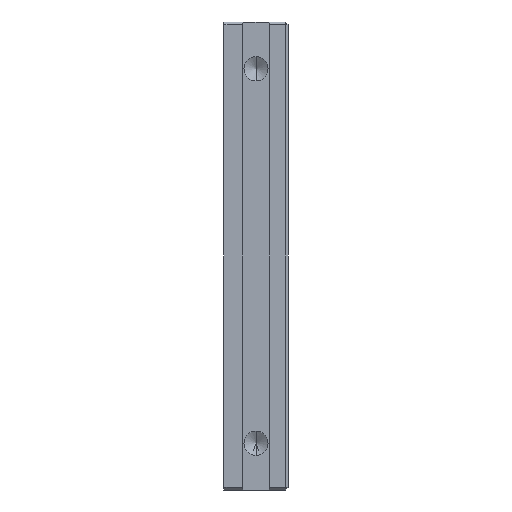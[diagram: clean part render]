
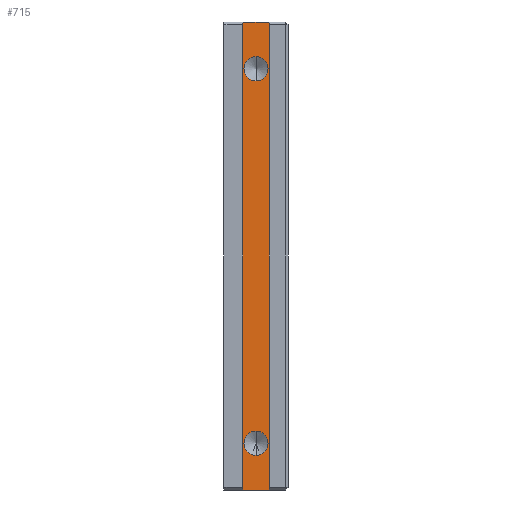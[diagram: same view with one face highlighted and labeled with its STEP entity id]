
A CAD part, front view. The second image highlights one B-rep face of the part: STEP entity #715.
In plain terms, the highlighted planar face has unit normal (0, -1, 0).
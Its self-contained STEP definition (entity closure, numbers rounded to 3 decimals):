
#37 = ORIENTED_EDGE ( 'NONE', *, *, #472, .T. ) ;
#51 = VERTEX_POINT ( 'NONE', #1855 ) ;
#52 = VERTEX_POINT ( 'NONE', #1854 ) ;
#58 = VERTEX_POINT ( 'NONE', #1846 ) ;
#71 = ORIENTED_EDGE ( 'NONE', *, *, #610, .T. ) ;
#75 = VERTEX_POINT ( 'NONE', #1849 ) ;
#78 = ORIENTED_EDGE ( 'NONE', *, *, #611, .F. ) ;
#115 = ORIENTED_EDGE ( 'NONE', *, *, #612, .T. ) ;
#127 = VERTEX_POINT ( 'NONE', #1817 ) ;
#137 = VERTEX_POINT ( 'NONE', #1811 ) ;
#138 = VERTEX_POINT ( 'NONE', #1810 ) ;
#155 = VERTEX_POINT ( 'NONE', #1803 ) ;
#224 = ORIENTED_EDGE ( 'NONE', *, *, #349, .T. ) ;
#225 = ORIENTED_EDGE ( 'NONE', *, *, #677, .T. ) ;
#227 = ORIENTED_EDGE ( 'NONE', *, *, #355, .F. ) ;
#243 = ORIENTED_EDGE ( 'NONE', *, *, #675, .T. ) ;
#349 = EDGE_CURVE ( 'NONE', #51, #58, #1388, .T. ) ;
#355 = EDGE_CURVE ( 'NONE', #137, #138, #1381, .T. ) ;
#404 = AXIS2_PLACEMENT_3D ( 'NONE', #768, #772, #766 ) ;
#433 = AXIS2_PLACEMENT_3D ( 'NONE', #1029, #1028, #1027 ) ;
#434 = AXIS2_PLACEMENT_3D ( 'NONE', #1036, #1035, #1034 ) ;
#445 = AXIS2_PLACEMENT_3D ( 'NONE', #1669, #1668, #1667 ) ;
#450 = AXIS2_PLACEMENT_3D ( 'NONE', #1816, #1869, #1868 ) ;
#472 = EDGE_CURVE ( 'NONE', #155, #127, #1337, .T. ) ;
#610 = EDGE_CURVE ( 'NONE', #52, #75, #1305, .T. ) ;
#611 = EDGE_CURVE ( 'NONE', #155, #137, #1300, .T. ) ;
#612 = EDGE_CURVE ( 'NONE', #127, #138, #1297, .T. ) ;
#675 = EDGE_CURVE ( 'NONE', #58, #51, #1150, .T. ) ;
#677 = EDGE_CURVE ( 'NONE', #75, #52, #1152, .T. ) ;
#715 = ADVANCED_FACE ( 'NONE', ( #1084, #1160, #1081 ), #767, .F. ) ;
#766 = DIRECTION ( 'NONE',  ( 0., 0., 1. ) ) ;
#767 = PLANE ( 'NONE',  #404 ) ;
#768 = CARTESIAN_POINT ( 'NONE',  ( 7., 4., 315.996 ) ) ;
#772 = DIRECTION ( 'NONE',  ( 0., 1., 0. ) ) ;
#1027 = DIRECTION ( 'NONE',  ( 0., 0., 1. ) ) ;
#1028 = DIRECTION ( 'NONE',  ( 0., 1., 0. ) ) ;
#1029 = CARTESIAN_POINT ( 'NONE',  ( 12., 4., 70. ) ) ;
#1034 = DIRECTION ( 'NONE',  ( 0., 0., 1. ) ) ;
#1035 = DIRECTION ( 'NONE',  ( 0., 1., 0. ) ) ;
#1036 = CARTESIAN_POINT ( 'NONE',  ( 12., 4., -70. ) ) ;
#1081 = FACE_OUTER_BOUND ( 'NONE', #1466, .T. ) ;
#1084 = FACE_BOUND ( 'NONE', #1465, .T. ) ;
#1150 = CIRCLE ( 'NONE', #434, 4.5 ) ;
#1152 = CIRCLE ( 'NONE', #433, 4.5 ) ;
#1160 = FACE_BOUND ( 'NONE', #1464, .T. ) ;
#1294 = VECTOR ( 'NONE', #1665, 1000. ) ;
#1296 = VECTOR ( 'NONE', #1674, 1000. ) ;
#1297 = LINE ( 'NONE', #1666, #1294 ) ;
#1300 = LINE ( 'NONE', #1670, #1296 ) ;
#1305 = CIRCLE ( 'NONE', #445, 4.5 ) ;
#1334 = VECTOR ( 'NONE', #1713, 1000. ) ;
#1337 = LINE ( 'NONE', #1715, #1334 ) ;
#1378 = VECTOR ( 'NONE', #1794, 1000. ) ;
#1381 = LINE ( 'NONE', #1837, #1378 ) ;
#1388 = CIRCLE ( 'NONE', #450, 4.5 ) ;
#1464 = EDGE_LOOP ( 'NONE', ( #225, #71 ) ) ;
#1465 = EDGE_LOOP ( 'NONE', ( #243, #224 ) ) ;
#1466 = EDGE_LOOP ( 'NONE', ( #227, #78, #37, #115 ) ) ;
#1665 = DIRECTION ( 'NONE',  ( 0., 0., -1. ) ) ;
#1666 = CARTESIAN_POINT ( 'NONE',  ( 7., 4., 315.996 ) ) ;
#1667 = DIRECTION ( 'NONE',  ( 0., 0., 1. ) ) ;
#1668 = DIRECTION ( 'NONE',  ( 0., 1., 0. ) ) ;
#1669 = CARTESIAN_POINT ( 'NONE',  ( 12., 4., 70. ) ) ;
#1670 = CARTESIAN_POINT ( 'NONE',  ( 17., 4., 315.996 ) ) ;
#1674 = DIRECTION ( 'NONE',  ( 0., 0., -1. ) ) ;
#1713 = DIRECTION ( 'NONE',  ( -1., 0., 0. ) ) ;
#1715 = CARTESIAN_POINT ( 'NONE',  ( 0., 4., 87.5 ) ) ;
#1794 = DIRECTION ( 'NONE',  ( -1., 0., 0. ) ) ;
#1803 = CARTESIAN_POINT ( 'NONE',  ( 17., 4., 87.5 ) ) ;
#1810 = CARTESIAN_POINT ( 'NONE',  ( 7., 4., -87.5 ) ) ;
#1811 = CARTESIAN_POINT ( 'NONE',  ( 17., 4., -87.5 ) ) ;
#1816 = CARTESIAN_POINT ( 'NONE',  ( 12., 4., -70. ) ) ;
#1817 = CARTESIAN_POINT ( 'NONE',  ( 7., 4., 87.5 ) ) ;
#1837 = CARTESIAN_POINT ( 'NONE',  ( 0., 4., -87.5 ) ) ;
#1846 = CARTESIAN_POINT ( 'NONE',  ( 12., 4., -74.5 ) ) ;
#1849 = CARTESIAN_POINT ( 'NONE',  ( 12., 4., 65.5 ) ) ;
#1854 = CARTESIAN_POINT ( 'NONE',  ( 12., 4., 74.5 ) ) ;
#1855 = CARTESIAN_POINT ( 'NONE',  ( 12., 4., -65.5 ) ) ;
#1868 = DIRECTION ( 'NONE',  ( 0., 0., 1. ) ) ;
#1869 = DIRECTION ( 'NONE',  ( 0., 1., 0. ) ) ;
